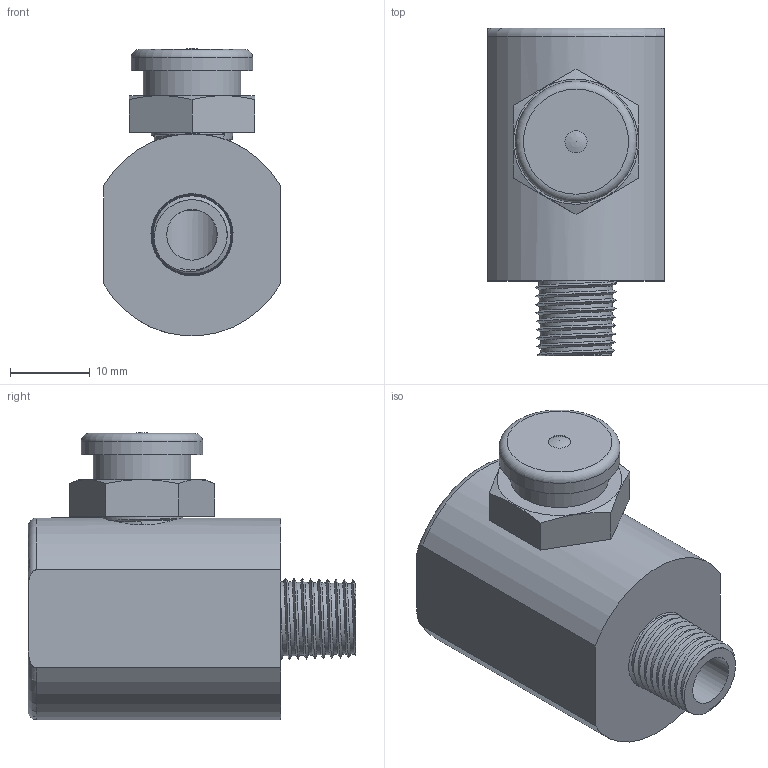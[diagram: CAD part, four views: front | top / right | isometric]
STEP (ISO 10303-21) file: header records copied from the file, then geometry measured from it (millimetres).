
FILE_DESCRIPTION(/* description */ (''),/* implementation_level */ '2;1');
FILE_NAME(/* name */ 'MH145-1B.stp',/* time_stamp */ '2017-05-05T17:56:20-04:00',/* author */ ('aneininger'),/* organization */ ('CONNECTION TECHNOLOGY CENTER'),/* preprocessor_version */ 'ST-DEVELOPER v16.5',/* originating_system */ 'Autodesk Inventor 2017',/* authorisation */ '');
FILE_SCHEMA (('AUTOMOTIVE_DESIGN { 1 0 10303 214 3 1 1 }'));
Length unit declared in the file: inch
Products named in the file (1): Part25
Bounding box: 22.23 x 41.15 x 36.08 mm (x, y, z)
Volume: 16257.5 mm3; surface area: 5729.8 mm2
Topology: 1 solids, 1 shells, 62 faces, 153 edges, 99 vertices
Faces by surface type: bspline 22, plane 21, cylinder 9, cone 7, torus 3
Full cylindrical faces by diameter (mm): 2.794 x1, 5.359 x1, 6.35 x1, 7.95 x1, 12.294 x1, 15.24 x1
Entity records: 5096 total; most frequent: CARTESIAN_POINT 3760, ORIENTED_EDGE 266, DIRECTION 195, EDGE_CURVE 133, VERTEX_POINT 92, EDGE_LOOP 81, AXIS2_PLACEMENT_3D 75, STYLED_ITEM 63
